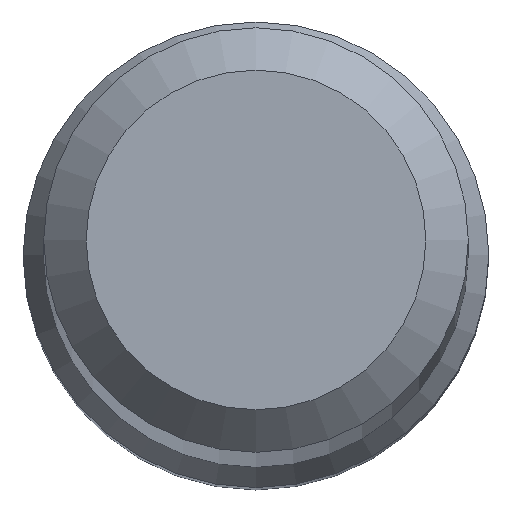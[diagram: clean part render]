
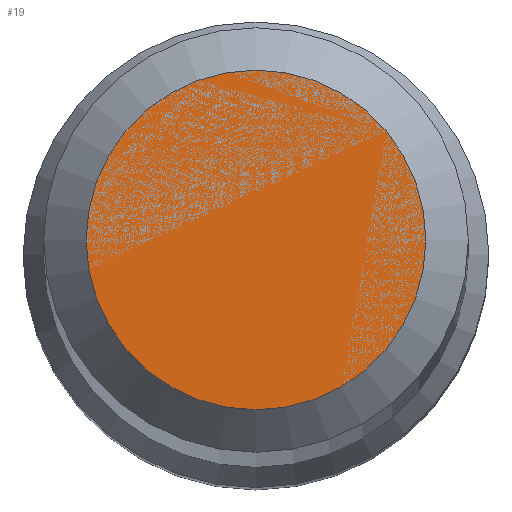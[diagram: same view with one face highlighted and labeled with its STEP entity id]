
A CAD part, top view. The second image highlights one B-rep face of the part: STEP entity #19.
In plain terms, the highlighted planar face has unit normal (0, 0, 1).
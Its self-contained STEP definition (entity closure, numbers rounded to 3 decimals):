
#19 = ADVANCED_FACE ( 'NONE', ( #285 ), #234, .F. ) ;
#25 = CARTESIAN_POINT ( 'NONE',  ( 0., 0., 70. ) ) ;
#34 = CARTESIAN_POINT ( 'NONE',  ( 0., 1.2, 70. ) ) ;
#48 = DIRECTION ( 'NONE',  ( 0., 1., 0. ) ) ;
#56 = AXIS2_PLACEMENT_3D ( 'NONE', #149, #104, #48 ) ;
#67 = DIRECTION ( 'NONE',  ( 0., 0., -1. ) ) ;
#95 = DIRECTION ( 'NONE',  ( 0., 1., 0. ) ) ;
#96 = AXIS2_PLACEMENT_3D ( 'NONE', #25, #67, #95 ) ;
#104 = DIRECTION ( 'NONE',  ( 0., 0., -1. ) ) ;
#149 = CARTESIAN_POINT ( 'NONE',  ( 0., 0., 70. ) ) ;
#158 = VERTEX_POINT ( 'NONE', #34 ) ;
#228 = CIRCLE ( 'NONE', #56, 1.2 ) ;
#234 = PLANE ( 'NONE',  #96 ) ;
#285 = FACE_OUTER_BOUND ( 'NONE', #290, .T. ) ;
#290 = EDGE_LOOP ( 'NONE', ( #295 ) ) ;
#295 = ORIENTED_EDGE ( 'NONE', *, *, #300, .F. ) ;
#300 = EDGE_CURVE ( 'NONE', #158, #158, #228, .T. ) ;
